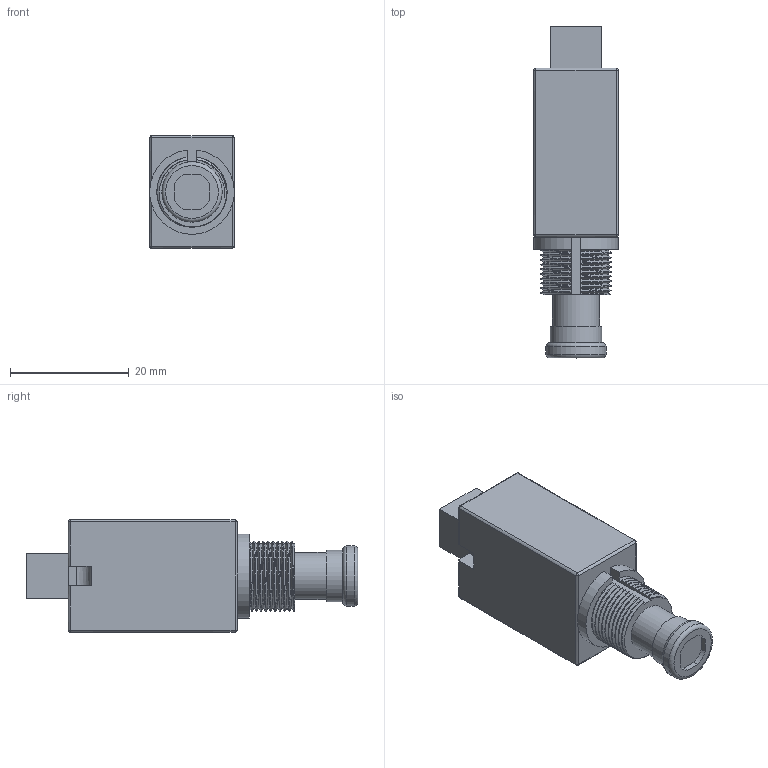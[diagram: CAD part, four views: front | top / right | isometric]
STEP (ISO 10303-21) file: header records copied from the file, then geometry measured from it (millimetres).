
FILE_DESCRIPTION(/* description */ (''),/* implementation_level */ '2;1');
FILE_NAME(/* name */ 'Circuit Breaker_v9.step',/* time_stamp */ '2021-12-11T14:12:27-07:00',/* author */ (''),/* organization */ (''),/* preprocessor_version */ 'ST-DEVELOPER v18.1',/* originating_system */ 'Autodesk Translation Framework v10.10.0.1391',/* authorisation */ '');
FILE_SCHEMA (('AUTOMOTIVE_DESIGN { 1 0 10303 214 3 1 1 }'));
Length unit declared in the file: inch
Products named in the file (1): Circuit Breaker
Bounding box: 14.33 x 55.96 x 19.05 mm (x, y, z)
Volume: 9865.3 mm3; surface area: 4116.4 mm2
Topology: 4 solids, 4 shells, 112 faces, 287 edges, 178 vertices
Faces by surface type: bspline 45, plane 35, cylinder 30, torus 2
Full cylindrical faces by diameter (mm): 7.925 x1, 8.661 x1, 10.16 x1
Entity records: 6804 total; most frequent: CARTESIAN_POINT 4396, ORIENTED_EDGE 558, DIRECTION 325, EDGE_CURVE 279, VERTEX_POINT 178, LINE 135, VECTOR 135, B_SPLINE_CURVE_WITH_KNOTS 117
